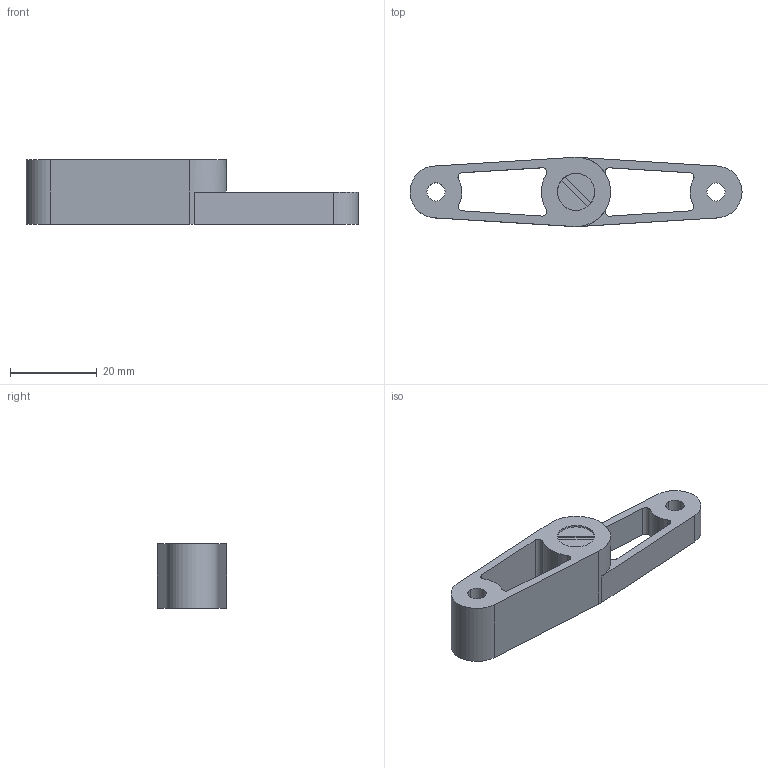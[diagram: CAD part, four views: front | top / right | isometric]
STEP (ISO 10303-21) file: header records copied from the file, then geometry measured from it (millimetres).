
FILE_DESCRIPTION((''),'2;1');
FILE_NAME('3d_11G355.stp','2012-10-03T13:25:50',(''),(''),'Mechanical Desktop 2011','Mechanical Desktop 2011',', , ');
FILE_SCHEMA(('CONFIG_CONTROL_DESIGN'));
Length unit declared in the file: millimetre
Products named in the file (1): Product
Bounding box: 76.73 x 16 x 15 mm (x, y, z)
Volume: 7554.9 mm3; surface area: 4952.1 mm2
Topology: 1 solids, 1 shells, 36 faces, 108 edges, 74 vertices
Faces by surface type: cylinder 20, plane 16
Entity records: 1363 total; most frequent: DIRECTION 236, CARTESIAN_POINT 218, ORIENTED_EDGE 214, EDGE_CURVE 107, AXIS2_PLACEMENT_3D 91, VERTEX_POINT 73, VECTOR 54, LINE 54
